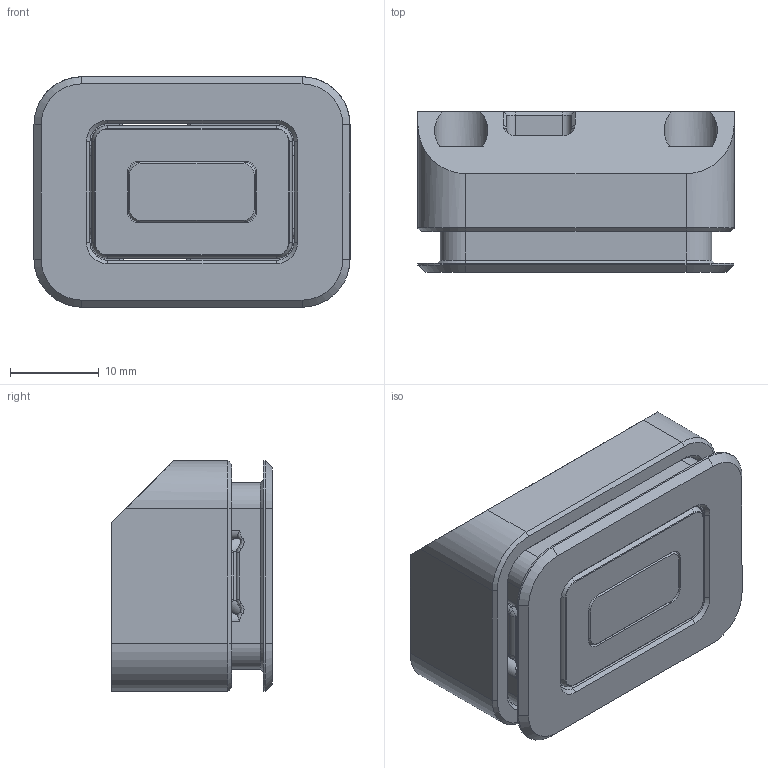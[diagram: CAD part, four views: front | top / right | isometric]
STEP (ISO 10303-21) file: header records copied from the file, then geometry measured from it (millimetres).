
FILE_DESCRIPTION(/* description */ ('STEP AP242 Edition 2'),/* implementation_level */ '2;1');
FILE_NAME(/* name */ 'Front Button Assembly - 4 LED PCB.step',/* time_stamp */ '2026-02-18T19:47:17Z',/* author */ (''),/* organization */ (''),/* preprocessor_version */ 'ST-DEVELOPER v20.1',/* originating_system */ 'Autodesk Translation Framework v14.24.0.0',/* authorisation */ '');
FILE_SCHEMA (('AUTOMOTIVE_DESIGN { 1 0 10303 214 3 1 1 }'));
Length unit declared in the file: millimetre
Products named in the file (5): Front Button Assembly; Button_Filter; [t]_Button_Diffuser; Button_Front; Button_Rear
Assembly tree (4 placements, depth 2):
  Front Button Assembly
    Button_Filter
    [t]_Button_Diffuser
    Button_Front
    Button_Rear
Bounding box: 35.6 x 18.1 x 25.96 mm (x, y, z)
Volume: 9337.3 mm3; surface area: 8821.1 mm2
Topology: 4 solids, 4 shells, 600 faces, 1446 edges, 826 vertices
Faces by surface type: plane 212, cylinder 158, bspline 136, torus 44, cone 42, sphere 8
Full cylindrical faces by diameter (mm): 2.7 x4, 3.3 x4, 6 x2
Entity records: 21033 total; most frequent: CARTESIAN_POINT 7778, ORIENTED_EDGE 2828, DIRECTION 2630, EDGE_CURVE 1414, AXIS2_PLACEMENT_3D 982, VERTEX_POINT 826, LINE 666, VECTOR 666
